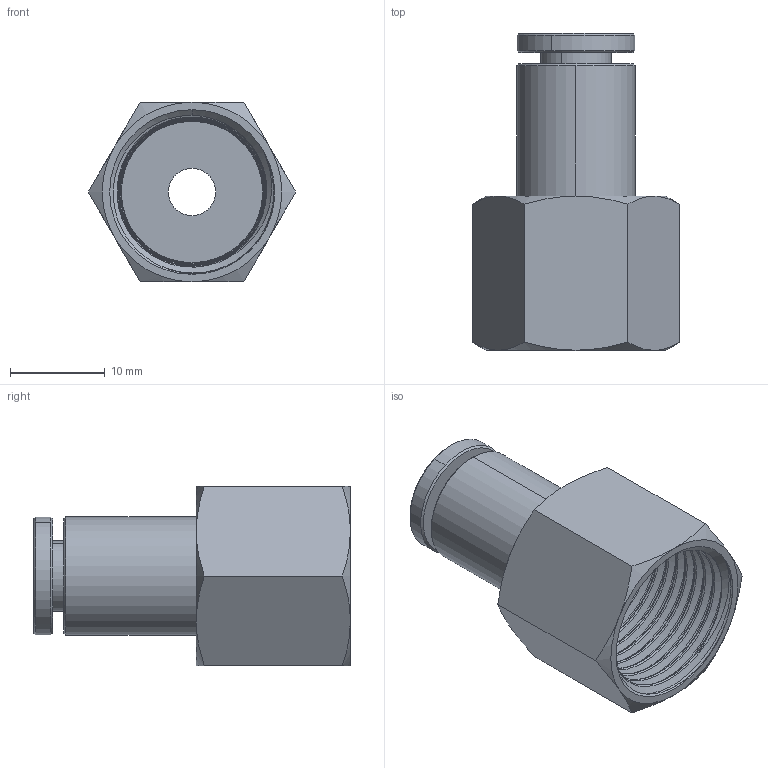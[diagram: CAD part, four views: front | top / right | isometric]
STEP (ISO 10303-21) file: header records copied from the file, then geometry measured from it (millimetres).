
FILE_DESCRIPTION (( 'STEP AP214' ), '1' );
FILE_NAME ('FCS6R3-8W.STEP', '2018-07-30T15:50:51', ( '' ), ( '' ), 'SwSTEP 2.0', 'SolidWorks 2016', '' );
FILE_SCHEMA (( 'AUTOMOTIVE_DESIGN' ));
Length unit declared in the file: millimetre
Products named in the file (1): FCS6R3-8W
Bounding box: 21.94 x 33.5 x 19 mm (x, y, z)
Volume: 3654.4 mm3; surface area: 5246.4 mm2
Topology: 6 solids, 6 shells, 342 faces, 941 edges, 616 vertices
Faces by surface type: cone 125, plane 115, cylinder 60, bspline 40, torus 2
Entity records: 29831 total; most frequent: CARTESIAN_POINT 17921, ORIENTED_EDGE 1882, DIRECTION 1454, EDGE_CURVE 941, VERTEX_POINT 616, AXIS2_PLACEMENT_3D 609, B_SPLINE_CURVE_WITH_KNOTS 399, EDGE_LOOP 359
